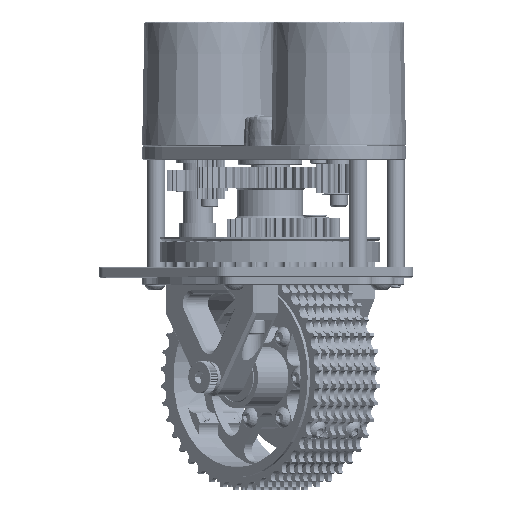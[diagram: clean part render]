
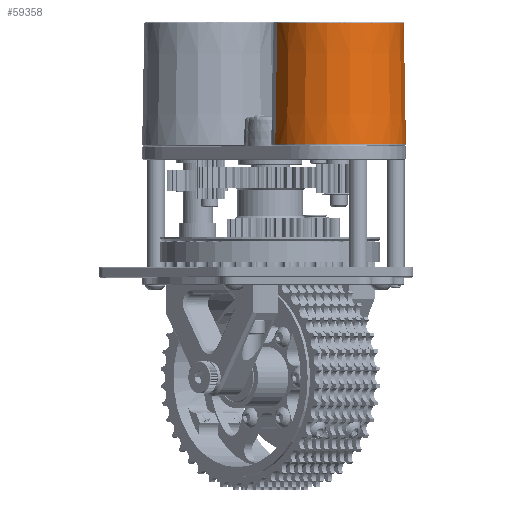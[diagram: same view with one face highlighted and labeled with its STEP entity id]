
A CAD part, top view. The second image highlights one B-rep face of the part: STEP entity #59358.
In plain terms, the highlighted conical face has half-angle 1 degrees and reference radius 29.991 mm.
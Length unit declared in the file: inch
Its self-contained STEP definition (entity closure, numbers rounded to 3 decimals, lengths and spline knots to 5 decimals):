
#1774 = ORIENTED_EDGE ( 'NONE', *, *, #51942, .T. ) ;
#3213 = CARTESIAN_POINT ( 'NONE',  ( 0., 0., -2.14601 ) ) ;
#3824 = CARTESIAN_POINT ( 'NONE',  ( 0., 0., -0.02003 ) ) ;
#6879 = ORIENTED_EDGE ( 'NONE', *, *, #135212, .T. ) ;
#18199 = CIRCLE ( 'NONE', #261093, 1.14364 ) ;
#22972 = AXIS2_PLACEMENT_3D ( 'NONE', #87543, #108330, #231416 ) ;
#31284 = CARTESIAN_POINT ( 'NONE',  ( 0., -1.14364, -2.14601 ) ) ;
#40293 = CARTESIAN_POINT ( 'NONE',  ( 1.18075, 0., -0.02003 ) ) ;
#44541 = CARTESIAN_POINT ( 'NONE',  ( 1.18075, 0., -0.02003 ) ) ;
#44713 = DIRECTION ( 'NONE',  ( 1., 0., 0. ) ) ;
#47226 = DIRECTION ( 'NONE',  ( 0.017, 0., 1. ) ) ;
#51942 = EDGE_CURVE ( 'NONE', #69928, #178693, #18199, .T. ) ;
#59358 = ADVANCED_FACE ( 'NONE', ( #126331 ), #111147, .T. ) ;
#64817 = VECTOR ( 'NONE', #47226, 39.37008 ) ;
#66620 = DIRECTION ( 'NONE',  ( 0., 0., 1. ) ) ;
#69928 = VERTEX_POINT ( 'NONE', #95310 ) ;
#70666 = ORIENTED_EDGE ( 'NONE', *, *, #170683, .T. ) ;
#85365 = DIRECTION ( 'NONE',  ( 1., 0., 0. ) ) ;
#87543 = CARTESIAN_POINT ( 'NONE',  ( 0., 0., -0.02003 ) ) ;
#88659 = CARTESIAN_POINT ( 'NONE',  ( 0., 0., -2.14601 ) ) ;
#92859 = ORIENTED_EDGE ( 'NONE', *, *, #103268, .T. ) ;
#95282 = EDGE_CURVE ( 'NONE', #69928, #181499, #129096, .T. ) ;
#95310 = CARTESIAN_POINT ( 'NONE',  ( -1.14364, 0., -2.14601 ) ) ;
#103268 = EDGE_CURVE ( 'NONE', #223606, #249885, #236614, .T. ) ;
#105742 = CARTESIAN_POINT ( 'NONE',  ( 1.14364, 0., -2.14601 ) ) ;
#108088 = DIRECTION ( 'NONE',  ( 1., 0., 0. ) ) ;
#108330 = DIRECTION ( 'NONE',  ( 0., 0., 1. ) ) ;
#111147 = CONICAL_SURFACE ( 'NONE', #22972, 1.18075, 0.017 ) ;
#124917 = DIRECTION ( 'NONE',  ( 0., 0., 1. ) ) ;
#126331 = FACE_OUTER_BOUND ( 'NONE', #169570, .T. ) ;
#129096 = LINE ( 'NONE', #213436, #197521 ) ;
#135212 = EDGE_CURVE ( 'NONE', #178693, #223606, #136893, .T. ) ;
#136893 = CIRCLE ( 'NONE', #251741, 1.14364 ) ;
#164835 = CARTESIAN_POINT ( 'NONE',  ( -1.18075, 0., -0.02003 ) ) ;
#169570 = EDGE_LOOP ( 'NONE', ( #226134, #1774, #6879, #92859, #70666 ) ) ;
#170683 = EDGE_CURVE ( 'NONE', #249885, #181499, #263433, .T. ) ;
#172480 = DIRECTION ( 'NONE',  ( 0., 0., -1. ) ) ;
#178693 = VERTEX_POINT ( 'NONE', #31284 ) ;
#181499 = VERTEX_POINT ( 'NONE', #164835 ) ;
#192770 = AXIS2_PLACEMENT_3D ( 'NONE', #3824, #172480, #85365 ) ;
#197521 = VECTOR ( 'NONE', #209352, 39.37008 ) ;
#209352 = DIRECTION ( 'NONE',  ( -0.017, 0., 1. ) ) ;
#213436 = CARTESIAN_POINT ( 'NONE',  ( -1.18075, 0., -0.02003 ) ) ;
#223606 = VERTEX_POINT ( 'NONE', #105742 ) ;
#226134 = ORIENTED_EDGE ( 'NONE', *, *, #95282, .F. ) ;
#231416 = DIRECTION ( 'NONE',  ( 1., 0., 0. ) ) ;
#236614 = LINE ( 'NONE', #44541, #64817 ) ;
#249885 = VERTEX_POINT ( 'NONE', #40293 ) ;
#251741 = AXIS2_PLACEMENT_3D ( 'NONE', #88659, #66620, #108088 ) ;
#261093 = AXIS2_PLACEMENT_3D ( 'NONE', #3213, #124917, #44713 ) ;
#263433 = CIRCLE ( 'NONE', #192770, 1.18075 ) ;
